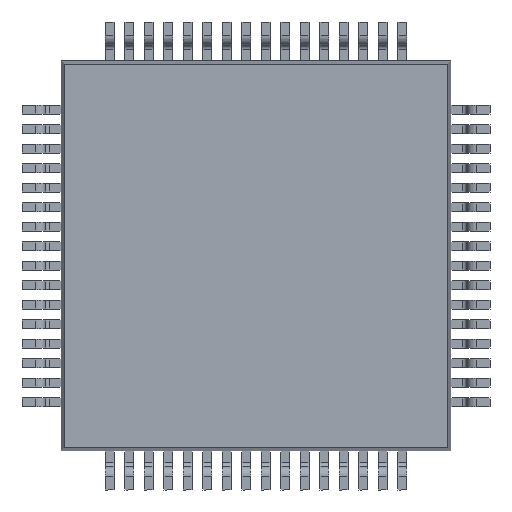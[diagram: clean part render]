
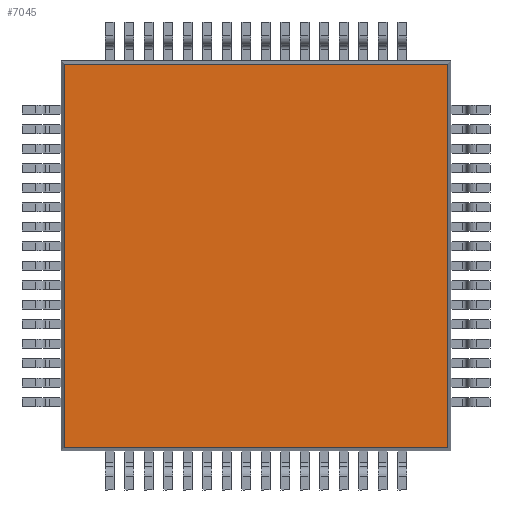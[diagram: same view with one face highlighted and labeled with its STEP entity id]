
A CAD part, front view. The second image highlights one B-rep face of the part: STEP entity #7045.
In plain terms, the highlighted planar face has unit normal (0, -1, 0).
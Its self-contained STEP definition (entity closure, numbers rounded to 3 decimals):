
#1232 = PLANE ( 'NONE',  #23522 ) ;
#1453 = VECTOR ( 'NONE', #13031, 1000. ) ;
#1850 = CARTESIAN_POINT ( 'NONE',  ( 4.923, 0.2, 4.923 ) ) ;
#3227 = VERTEX_POINT ( 'NONE', #5762 ) ;
#4299 = CARTESIAN_POINT ( 'NONE',  ( 5., 0.2, 4.923 ) ) ;
#5416 = CARTESIAN_POINT ( 'NONE',  ( 0., 0.2, 0. ) ) ;
#5541 = DIRECTION ( 'NONE',  ( 1., 0., 0. ) ) ;
#5762 = CARTESIAN_POINT ( 'NONE',  ( -4.923, 0.2, -4.923 ) ) ;
#6253 = EDGE_CURVE ( 'NONE', #22056, #11996, #9905, .T. ) ;
#6375 = EDGE_CURVE ( 'NONE', #3227, #22056, #21864, .T. ) ;
#6814 = VECTOR ( 'NONE', #11105, 1000. ) ;
#7045 = ADVANCED_FACE ( 'NONE', ( #8799 ), #1232, .T. ) ;
#7507 = DIRECTION ( 'NONE',  ( 0., 0., -1. ) ) ;
#7639 = CARTESIAN_POINT ( 'NONE',  ( -5., 0.2, -4.923 ) ) ;
#8799 = FACE_OUTER_BOUND ( 'NONE', #12939, .T. ) ;
#9905 = LINE ( 'NONE', #21893, #6814 ) ;
#10344 = VECTOR ( 'NONE', #12940, 1000. ) ;
#11105 = DIRECTION ( 'NONE',  ( 0., 0., 1. ) ) ;
#11996 = VERTEX_POINT ( 'NONE', #1850 ) ;
#12939 = EDGE_LOOP ( 'NONE', ( #13900, #25189, #15630, #22628 ) ) ;
#12940 = DIRECTION ( 'NONE',  ( -1., 0., 0. ) ) ;
#13031 = DIRECTION ( 'NONE',  ( 0., 0., -1. ) ) ;
#13900 = ORIENTED_EDGE ( 'NONE', *, *, #17988, .T. ) ;
#15630 = ORIENTED_EDGE ( 'NONE', *, *, #6375, .T. ) ;
#16863 = CARTESIAN_POINT ( 'NONE',  ( -4.923, 0.2, 4.923 ) ) ;
#17388 = VECTOR ( 'NONE', #5541, 1000. ) ;
#17750 = CARTESIAN_POINT ( 'NONE',  ( -4.923, 0.2, 5. ) ) ;
#17988 = EDGE_CURVE ( 'NONE', #11996, #23211, #21978, .T. ) ;
#21864 = LINE ( 'NONE', #7639, #17388 ) ;
#21893 = CARTESIAN_POINT ( 'NONE',  ( 4.923, 0.2, -5. ) ) ;
#21978 = LINE ( 'NONE', #4299, #10344 ) ;
#22056 = VERTEX_POINT ( 'NONE', #23940 ) ;
#22628 = ORIENTED_EDGE ( 'NONE', *, *, #6253, .T. ) ;
#23211 = VERTEX_POINT ( 'NONE', #16863 ) ;
#23522 = AXIS2_PLACEMENT_3D ( 'NONE', #5416, #27119, #7507 ) ;
#23940 = CARTESIAN_POINT ( 'NONE',  ( 4.923, 0.2, -4.923 ) ) ;
#24708 = LINE ( 'NONE', #17750, #1453 ) ;
#25111 = EDGE_CURVE ( 'NONE', #23211, #3227, #24708, .T. ) ;
#25189 = ORIENTED_EDGE ( 'NONE', *, *, #25111, .T. ) ;
#27119 = DIRECTION ( 'NONE',  ( 0., -1., 0. ) ) ;
